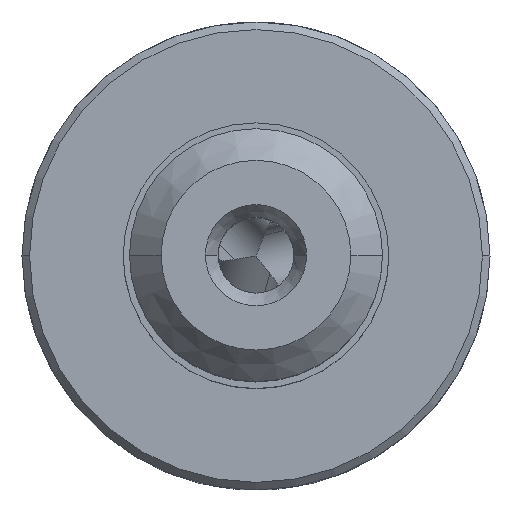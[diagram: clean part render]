
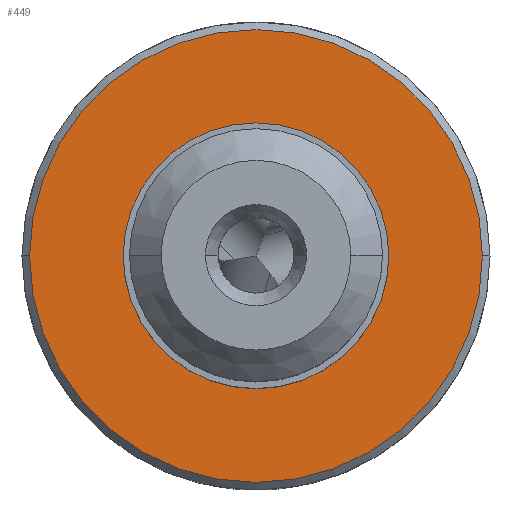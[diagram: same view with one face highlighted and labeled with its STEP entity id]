
A CAD part, top view. The second image highlights one B-rep face of the part: STEP entity #449.
In plain terms, the highlighted planar face has unit normal (0, 0, 1).
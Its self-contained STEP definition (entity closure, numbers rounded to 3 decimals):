
#72=FACE_BOUND('',#1277,.T.);
#73=FACE_BOUND('',#1278,.T.);
#293=PLANE('',#6950);
#449=ADVANCED_FACE('',(#72,#73),#293,.T.);
#1277=EDGE_LOOP('',(#2699,#2700,#2701,#2702));
#1278=EDGE_LOOP('',(#2703,#2704));
#1953=CIRCLE('',#6941,5.25);
#1955=CIRCLE('',#6944,5.25);
#1956=CIRCLE('',#6946,8.95);
#1957=CIRCLE('',#6947,8.95);
#1958=CIRCLE('',#6948,8.95);
#1959=CIRCLE('',#6949,8.95);
#2699=ORIENTED_EDGE('',*,*,#5230,.F.);
#2700=ORIENTED_EDGE('',*,*,#5231,.F.);
#2701=ORIENTED_EDGE('',*,*,#5232,.F.);
#2702=ORIENTED_EDGE('',*,*,#5233,.F.);
#2703=ORIENTED_EDGE('',*,*,#5227,.F.);
#2704=ORIENTED_EDGE('',*,*,#5229,.F.);
#4467=VERTEX_POINT('',#11410);
#4468=VERTEX_POINT('',#11412);
#4469=VERTEX_POINT('',#11418);
#4470=VERTEX_POINT('',#11419);
#4471=VERTEX_POINT('',#11421);
#4472=VERTEX_POINT('',#11423);
#5227=EDGE_CURVE('',#4467,#4468,#1953,.T.);
#5229=EDGE_CURVE('',#4468,#4467,#1955,.T.);
#5230=EDGE_CURVE('',#4469,#4470,#1956,.T.);
#5231=EDGE_CURVE('',#4471,#4469,#1957,.T.);
#5232=EDGE_CURVE('',#4472,#4471,#1958,.T.);
#5233=EDGE_CURVE('',#4470,#4472,#1959,.T.);
#6941=AXIS2_PLACEMENT_3D('',#11411,#8004,#8005);
#6944=AXIS2_PLACEMENT_3D('',#11415,#8010,#8011);
#6946=AXIS2_PLACEMENT_3D('',#11417,#8014,#8015);
#6947=AXIS2_PLACEMENT_3D('',#11420,#8016,#8017);
#6948=AXIS2_PLACEMENT_3D('',#11422,#8018,#8019);
#6949=AXIS2_PLACEMENT_3D('',#11424,#8020,#8021);
#6950=AXIS2_PLACEMENT_3D('',#11425,#8022,#8023);
#8004=DIRECTION('',(0.,0.,1.));
#8005=DIRECTION('',(1.,0.,0.));
#8010=DIRECTION('',(0.,0.,1.));
#8011=DIRECTION('',(-1.,0.,0.));
#8014=DIRECTION('',(0.,0.,-1.));
#8015=DIRECTION('',(0.,1.,0.));
#8016=DIRECTION('',(0.,0.,-1.));
#8017=DIRECTION('',(-1.,0.,0.));
#8018=DIRECTION('',(0.,0.,-1.));
#8019=DIRECTION('',(0.,-1.,0.));
#8020=DIRECTION('',(0.,0.,-1.));
#8021=DIRECTION('',(1.,0.,0.));
#8022=DIRECTION('',(0.,0.,1.));
#8023=DIRECTION('',(-1.,0.,0.));
#11410=CARTESIAN_POINT('',(5.25,0.,0.));
#11411=CARTESIAN_POINT('',(0.,0.,0.));
#11412=CARTESIAN_POINT('',(-5.25,0.,0.));
#11415=CARTESIAN_POINT('',(0.,0.,0.));
#11417=CARTESIAN_POINT('',(0.,0.,0.));
#11418=CARTESIAN_POINT('',(0.,8.95,0.));
#11419=CARTESIAN_POINT('',(8.95,0.,0.));
#11420=CARTESIAN_POINT('',(0.,0.,0.));
#11421=CARTESIAN_POINT('',(-8.95,0.,0.));
#11422=CARTESIAN_POINT('',(0.,0.,0.));
#11423=CARTESIAN_POINT('',(0.,-8.95,0.));
#11424=CARTESIAN_POINT('',(0.,0.,0.));
#11425=CARTESIAN_POINT('',(0.,0.,0.));
